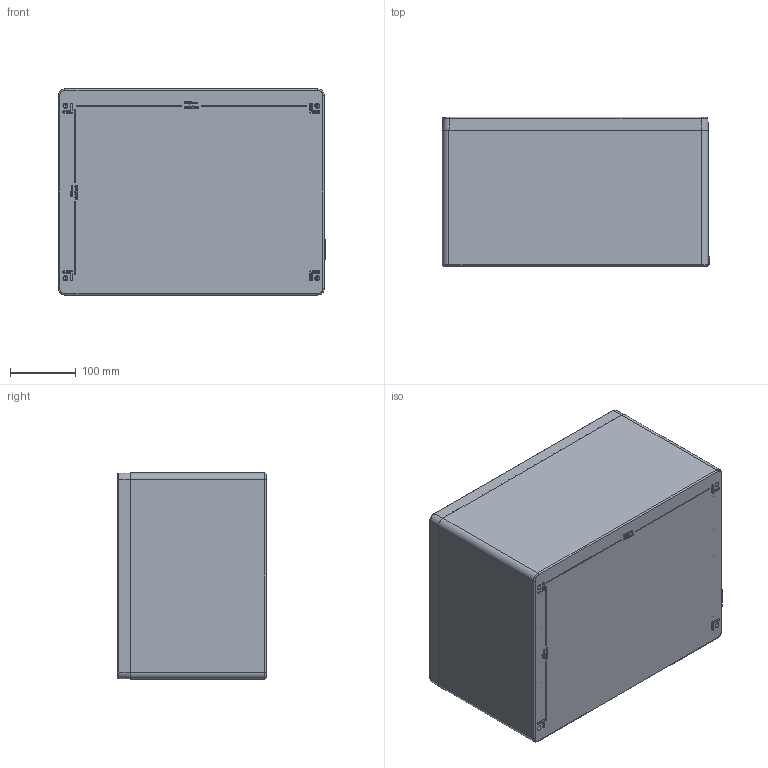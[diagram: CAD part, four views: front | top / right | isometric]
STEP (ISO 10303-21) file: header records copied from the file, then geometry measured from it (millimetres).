
FILE_DESCRIPTION (( 'STEP AP214' ), '1' );
FILE_NAME ('25314023.STEP', '2012-06-14T11:43:57', ( ' ' ), ( '' ), 'SwSTEP 2.0', 'SolidWorks 2011', '' );
FILE_SCHEMA (( 'AUTOMOTIVE_DESIGN' ));
Length unit declared in the file: millimetre
Products named in the file (10): 92441; 83171; 95947; 92081; 01314023_Ex Ausführung; 82016; 93134; 02071; 03713; 25314023
Assembly tree (12 placements, depth 3):
  25314023
    95947
    01314023_Ex Ausführung
      93134  x4
      82016
      03713
      02071
    92081
    83171
    92441
Bounding box: 406 x 227 x 313 mm (x, y, z)
Volume: 3706895.6 mm3; surface area: 1166109.3 mm2
Topology: 11 solids, 11 shells, 1433 faces, 3530 edges, 2162 vertices
Faces by surface type: plane 484, bspline 412, cylinder 307, cone 146, torus 76, sphere 8
Entity records: 63712 total; most frequent: CARTESIAN_POINT 35118, ORIENTED_EDGE 6490, DIRECTION 4814, EDGE_CURVE 3245, VERTEX_POINT 2012, AXIS2_PLACEMENT_3D 1707, EDGE_LOOP 1453, LINE 1400
